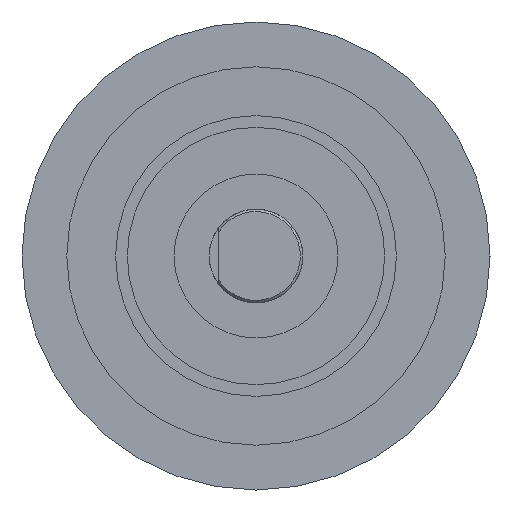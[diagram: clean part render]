
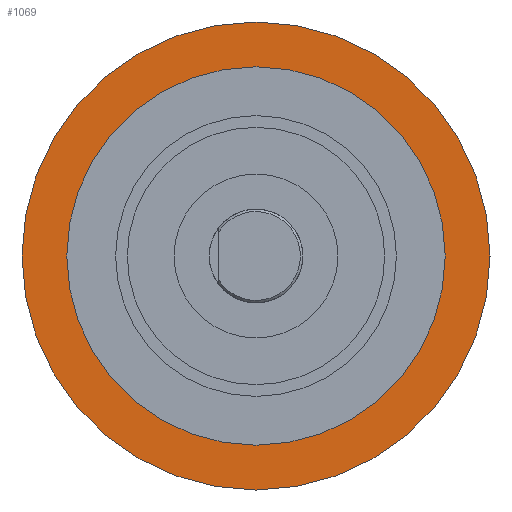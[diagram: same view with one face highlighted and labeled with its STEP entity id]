
A CAD part, left-side view. The second image highlights one B-rep face of the part: STEP entity #1069.
In plain terms, the highlighted planar face has unit normal (-1, 0, 0).
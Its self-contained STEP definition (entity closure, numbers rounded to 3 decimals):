
#227=CARTESIAN_POINT('',(-8.85,0.,0.));
#228=DIRECTION('',(1.,0.,0.));
#229=DIRECTION('',(0.,1.,0.));
#230=AXIS2_PLACEMENT_3D('',#227,#228,#229);
#232=CARTESIAN_POINT('',(-8.85,0.,0.));
#233=DIRECTION('',(-1.,0.,0.));
#234=DIRECTION('',(0.,1.,0.));
#235=AXIS2_PLACEMENT_3D('',#232,#233,#234);
#237=CARTESIAN_POINT('',(-8.85,0.,0.));
#238=DIRECTION('',(-1.,0.,0.));
#239=DIRECTION('',(0.,1.,0.));
#240=AXIS2_PLACEMENT_3D('',#237,#238,#239);
#242=CARTESIAN_POINT('',(-8.85,0.,0.));
#243=DIRECTION('',(-1.,0.,0.));
#244=DIRECTION('',(0.,-1.,0.));
#245=AXIS2_PLACEMENT_3D('',#242,#243,#244);
#662=CARTESIAN_POINT('',(-8.85,5.,0.));
#663=VERTEX_POINT('',#662);
#684=CARTESIAN_POINT('',(-8.85,-5.,0.));
#685=VERTEX_POINT('',#684);
#730=CARTESIAN_POINT('',(-8.85,4.043,0.));
#731=CARTESIAN_POINT('',(-8.85,-4.043,0.));
#732=VERTEX_POINT('',#730);
#733=VERTEX_POINT('',#731);
#1054=CARTESIAN_POINT('',(-8.85,0.,0.));
#1055=DIRECTION('',(1.,0.,0.));
#1056=DIRECTION('',(0.,-1.,0.));
#1057=AXIS2_PLACEMENT_3D('',#1054,#1055,#1056);
#1058=PLANE('',#1057);
#1059=ORIENTED_EDGE('',*,*,#1036,.T.);
#1060=ORIENTED_EDGE('',*,*,#1047,.F.);
#1061=EDGE_LOOP('',(#1059,#1060));
#1062=FACE_OUTER_BOUND('',#1061,.F.);
#1064=ORIENTED_EDGE('',*,*,#1063,.T.);
#1066=ORIENTED_EDGE('',*,*,#1065,.T.);
#1067=EDGE_LOOP('',(#1064,#1066));
#1068=FACE_BOUND('',#1067,.F.);
#1069=ADVANCED_FACE('',(#1062,#1068),#1058,.F.);
#231=CIRCLE('',#230,5.);
#236=CIRCLE('',#235,5.);
#241=CIRCLE('',#240,4.043);
#246=CIRCLE('',#245,4.043);
#1036=EDGE_CURVE('',#663,#685,#231,.T.);
#1047=EDGE_CURVE('',#663,#685,#236,.T.);
#1063=EDGE_CURVE('',#732,#733,#241,.T.);
#1065=EDGE_CURVE('',#733,#732,#246,.T.);
